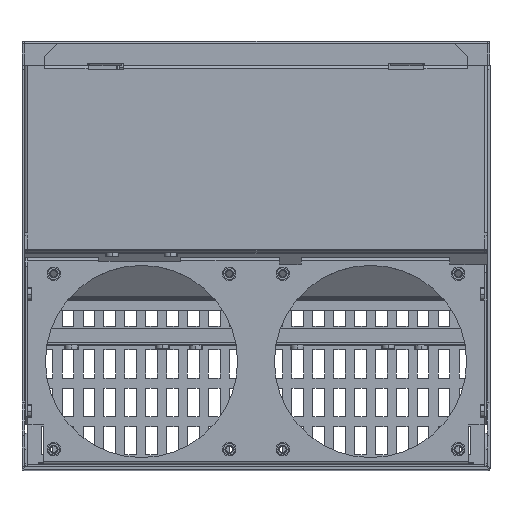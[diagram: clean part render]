
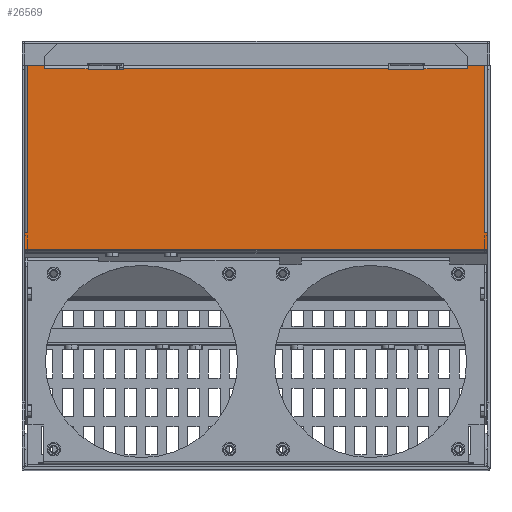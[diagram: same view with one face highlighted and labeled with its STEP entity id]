
A CAD part, top view. The second image highlights one B-rep face of the part: STEP entity #26569.
In plain terms, the highlighted planar face has unit normal (0, 0, 1).
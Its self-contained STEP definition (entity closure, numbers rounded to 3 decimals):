
#20898=DIRECTION('',(1.,0.,0.));
#20899=VECTOR('',#20898,26.);
#20900=CARTESIAN_POINT('',(100.5,136.601,259.999));
#20901=LINE('',#20900,#20899);
#20907=DIRECTION('',(1.,0.,0.));
#20908=VECTOR('',#20907,159.);
#20909=CARTESIAN_POINT('',(-79.5,136.601,259.999));
#20910=LINE('',#20909,#20908);
#20925=DIRECTION('',(1.,0.,0.));
#20926=VECTOR('',#20925,26.);
#20927=CARTESIAN_POINT('',(-126.5,136.601,259.999));
#20928=LINE('',#20927,#20926);
#21031=DIRECTION('',(0.,-1.,0.));
#21032=VECTOR('',#21031,99.77);
#21033=CARTESIAN_POINT('',(136.5,138.301,259.999));
#21034=LINE('',#21033,#21032);
#21150=DIRECTION('',(1.,0.,0.));
#21151=VECTOR('',#21150,277.);
#21152=CARTESIAN_POINT('',(-138.5,28.531,259.999));
#21153=LINE('',#21152,#21151);
#21176=DIRECTION('',(0.,1.,0.));
#21177=VECTOR('',#21176,0.201);
#21178=CARTESIAN_POINT('',(100.5,136.4,259.999));
#21179=LINE('',#21178,#21177);
#21180=DIRECTION('',(0.,1.,0.));
#21181=VECTOR('',#21180,1.7);
#21182=CARTESIAN_POINT('',(126.5,136.601,259.999));
#21183=LINE('',#21182,#21181);
#21184=DIRECTION('',(-1.,0.,0.));
#21185=VECTOR('',#21184,10.);
#21186=CARTESIAN_POINT('',(136.5,138.301,259.999));
#21187=LINE('',#21186,#21185);
#21188=DIRECTION('',(1.,0.,0.));
#21189=VECTOR('',#21188,2.);
#21190=CARTESIAN_POINT('',(136.5,38.531,259.999));
#21191=LINE('',#21190,#21189);
#21192=DIRECTION('',(0.,1.,0.));
#21193=VECTOR('',#21192,10.);
#21194=CARTESIAN_POINT('',(138.5,28.531,259.999));
#21195=LINE('',#21194,#21193);
#21196=DIRECTION('',(0.,-1.,0.));
#21197=VECTOR('',#21196,10.);
#21198=CARTESIAN_POINT('',(-138.5,38.531,259.999));
#21199=LINE('',#21198,#21197);
#21200=DIRECTION('',(-1.,0.,0.));
#21201=VECTOR('',#21200,2.);
#21202=CARTESIAN_POINT('',(-136.5,38.531,259.999));
#21203=LINE('',#21202,#21201);
#21204=DIRECTION('',(-1.,0.,0.));
#21205=VECTOR('',#21204,10.);
#21206=CARTESIAN_POINT('',(-126.5,138.301,259.999));
#21207=LINE('',#21206,#21205);
#21208=DIRECTION('',(0.,1.,0.));
#21209=VECTOR('',#21208,1.7);
#21210=CARTESIAN_POINT('',(-126.5,136.601,259.999));
#21211=LINE('',#21210,#21209);
#21212=DIRECTION('',(0.,-1.,0.));
#21213=VECTOR('',#21212,0.201);
#21214=CARTESIAN_POINT('',(-100.5,136.601,259.999));
#21215=LINE('',#21214,#21213);
#21216=DIRECTION('',(1.,0.,0.));
#21217=VECTOR('',#21216,21.);
#21218=CARTESIAN_POINT('',(-100.5,136.4,259.999));
#21219=LINE('',#21218,#21217);
#21220=DIRECTION('',(0.,1.,0.));
#21221=VECTOR('',#21220,0.201);
#21222=CARTESIAN_POINT('',(-79.5,136.4,259.999));
#21223=LINE('',#21222,#21221);
#21224=DIRECTION('',(0.,-1.,0.));
#21225=VECTOR('',#21224,0.201);
#21226=CARTESIAN_POINT('',(79.5,136.601,259.999));
#21227=LINE('',#21226,#21225);
#21228=DIRECTION('',(1.,0.,0.));
#21229=VECTOR('',#21228,21.);
#21230=CARTESIAN_POINT('',(79.5,136.4,259.999));
#21231=LINE('',#21230,#21229);
#24439=DIRECTION('',(0.,1.,0.));
#24440=VECTOR('',#24439,99.77);
#24441=CARTESIAN_POINT('',(-136.5,38.531,259.999));
#24442=LINE('',#24441,#24440);
#25106=CARTESIAN_POINT('',(-138.5,28.531,259.999));
#25107=CARTESIAN_POINT('',(138.5,28.531,259.999));
#25108=VERTEX_POINT('',#25106);
#25109=VERTEX_POINT('',#25107);
#25180=CARTESIAN_POINT('',(-138.5,38.531,259.999));
#25181=VERTEX_POINT('',#25180);
#25184=CARTESIAN_POINT('',(-136.5,38.531,259.999));
#25185=VERTEX_POINT('',#25184);
#25192=CARTESIAN_POINT('',(-136.5,138.301,259.999));
#25193=VERTEX_POINT('',#25192);
#25206=CARTESIAN_POINT('',(136.5,38.531,259.999));
#25207=CARTESIAN_POINT('',(138.5,38.531,259.999));
#25208=VERTEX_POINT('',#25206);
#25209=VERTEX_POINT('',#25207);
#25216=CARTESIAN_POINT('',(136.5,138.301,259.999));
#25217=VERTEX_POINT('',#25216);
#25230=CARTESIAN_POINT('',(126.5,136.601,259.999));
#25231=CARTESIAN_POINT('',(126.5,138.301,259.999));
#25232=VERTEX_POINT('',#25230);
#25233=VERTEX_POINT('',#25231);
#25238=CARTESIAN_POINT('',(-126.5,136.601,259.999));
#25239=CARTESIAN_POINT('',(-126.5,138.301,259.999));
#25240=VERTEX_POINT('',#25238);
#25241=VERTEX_POINT('',#25239);
#25294=CARTESIAN_POINT('',(100.5,136.4,259.999));
#25296=VERTEX_POINT('',#25294);
#25302=CARTESIAN_POINT('',(79.5,136.4,259.999));
#25304=VERTEX_POINT('',#25302);
#25306=CARTESIAN_POINT('',(-100.5,136.4,259.999));
#25308=VERTEX_POINT('',#25306);
#25310=CARTESIAN_POINT('',(-79.5,136.4,259.999));
#25312=VERTEX_POINT('',#25310);
#25334=CARTESIAN_POINT('',(100.5,136.601,259.999));
#25335=VERTEX_POINT('',#25334);
#25336=CARTESIAN_POINT('',(79.5,136.601,259.999));
#25337=VERTEX_POINT('',#25336);
#25338=CARTESIAN_POINT('',(-79.5,136.601,259.999));
#25339=VERTEX_POINT('',#25338);
#25340=CARTESIAN_POINT('',(-100.5,136.601,259.999));
#25341=VERTEX_POINT('',#25340);
#26534=CARTESIAN_POINT('',(138.5,26.531,259.999));
#26535=DIRECTION('',(0.,0.,1.));
#26536=DIRECTION('',(1.,0.,0.));
#26537=AXIS2_PLACEMENT_3D('',#26534,#26535,#26536);
#26538=PLANE('',#26537);
#26539=ORIENTED_EDGE('',*,*,#25788,.T.);
#26540=ORIENTED_EDGE('',*,*,#26043,.T.);
#26541=ORIENTED_EDGE('',*,*,#26256,.T.);
#26542=ORIENTED_EDGE('',*,*,#26271,.F.);
#26543=ORIENTED_EDGE('',*,*,#26315,.T.);
#26544=ORIENTED_EDGE('',*,*,#26480,.T.);
#26545=ORIENTED_EDGE('',*,*,#26495,.F.);
#26546=ORIENTED_EDGE('',*,*,#26520,.F.);
#26548=ORIENTED_EDGE('',*,*,#26547,.F.);
#26549=ORIENTED_EDGE('',*,*,#25723,.F.);
#26551=ORIENTED_EDGE('',*,*,#26550,.T.);
#26552=ORIENTED_EDGE('',*,*,#26283,.F.);
#26554=ORIENTED_EDGE('',*,*,#26553,.F.);
#26555=ORIENTED_EDGE('',*,*,#26071,.T.);
#26557=ORIENTED_EDGE('',*,*,#26556,.T.);
#26559=ORIENTED_EDGE('',*,*,#26558,.T.);
#26561=ORIENTED_EDGE('',*,*,#26560,.T.);
#26562=ORIENTED_EDGE('',*,*,#26055,.T.);
#26564=ORIENTED_EDGE('',*,*,#26563,.T.);
#26566=ORIENTED_EDGE('',*,*,#26565,.T.);
#26567=EDGE_LOOP('',(#26539,#26540,#26541,#26542,#26543,#26544,#26545,#26546,
#26548,#26549,#26551,#26552,#26554,#26555,#26557,#26559,#26561,#26562,#26564,
#26566));
#26568=FACE_OUTER_BOUND('',#26567,.F.);
#25723=EDGE_CURVE('',#25185,#25181,#21203,.T.);
#25788=EDGE_CURVE('',#25296,#25335,#21179,.T.);
#26043=EDGE_CURVE('',#25335,#25232,#20901,.T.);
#26055=EDGE_CURVE('',#25339,#25337,#20910,.T.);
#26071=EDGE_CURVE('',#25240,#25341,#20928,.T.);
#26256=EDGE_CURVE('',#25232,#25233,#21183,.T.);
#26271=EDGE_CURVE('',#25217,#25233,#21187,.T.);
#26283=EDGE_CURVE('',#25241,#25193,#21207,.T.);
#26315=EDGE_CURVE('',#25217,#25208,#21034,.T.);
#26480=EDGE_CURVE('',#25208,#25209,#21191,.T.);
#26495=EDGE_CURVE('',#25109,#25209,#21195,.T.);
#26520=EDGE_CURVE('',#25108,#25109,#21153,.T.);
#26547=EDGE_CURVE('',#25181,#25108,#21199,.T.);
#26550=EDGE_CURVE('',#25185,#25193,#24442,.T.);
#26553=EDGE_CURVE('',#25240,#25241,#21211,.T.);
#26556=EDGE_CURVE('',#25341,#25308,#21215,.T.);
#26558=EDGE_CURVE('',#25308,#25312,#21219,.T.);
#26560=EDGE_CURVE('',#25312,#25339,#21223,.T.);
#26563=EDGE_CURVE('',#25337,#25304,#21227,.T.);
#26565=EDGE_CURVE('',#25304,#25296,#21231,.T.);
#26569=ADVANCED_FACE('',(#26568),#26538,.T.);
